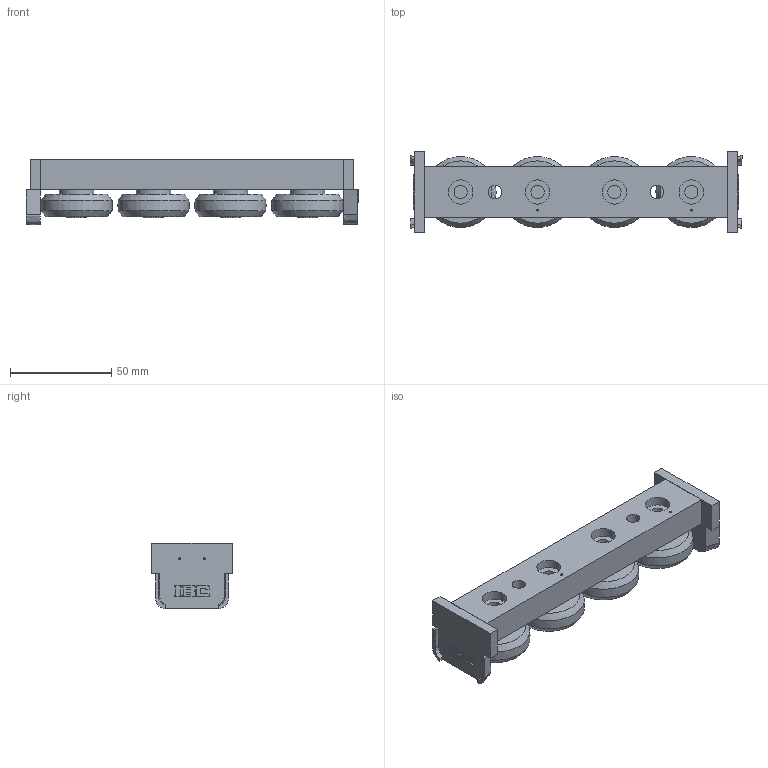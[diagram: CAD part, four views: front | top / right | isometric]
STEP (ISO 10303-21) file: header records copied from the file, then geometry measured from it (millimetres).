
FILE_DESCRIPTION((''),'2;1');
FILE_NAME('CS 43-22.B.2RS.AU.stp','2016-02-15T12:14:29',('MRathmann'),(''),'Autodesk Inventor 2012','Autodesk Inventor 2012','');
FILE_SCHEMA(('CONFIG_CONTROL_DESIGN'));
Length unit declared in the file: millimetre
Products named in the file (4): CS 43-22.B.2RS.AX; LL.CS 43-22-A-B; Dummy 35-43 ; D-ABS U43
Assembly tree (7 placements, depth 2):
  CS 43-22.B.2RS.AX
    LL.CS 43-22-A-B
    Dummy 35-43   x4
    D-ABS U43  x2
Bounding box: 164 x 40 x 32.2 mm (x, y, z)
Volume: 104148.1 mm3; surface area: 33881.3 mm2
Topology: 7 solids, 7 shells, 246 faces, 590 edges, 388 vertices
Faces by surface type: plane 152, cylinder 66, bspline 20, cone 8
Full cylindrical faces by diameter (mm): 1 x8, 3.242 x4, 6.5 x4, 6.647 x2, 10 x4, 12 x12, 17 x4
Entity records: 3963 total; most frequent: CARTESIAN_POINT 801, DIRECTION 640, ORIENTED_EDGE 556, EDGE_CURVE 278, AXIS2_PLACEMENT_3D 230, VERTEX_POINT 204, EDGE_LOOP 204, VECTOR 180
